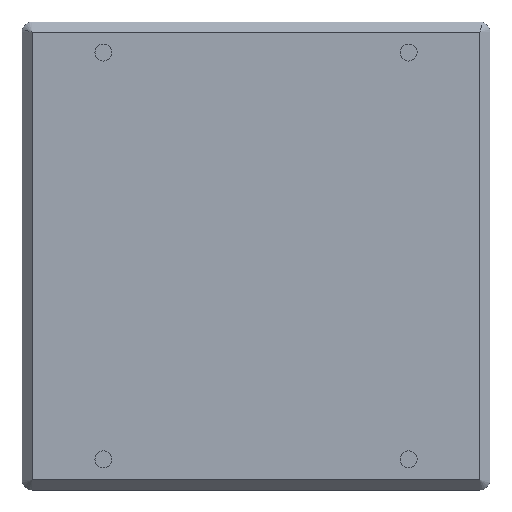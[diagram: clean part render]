
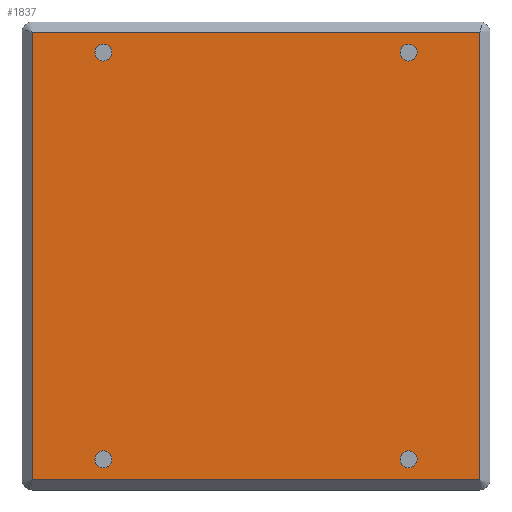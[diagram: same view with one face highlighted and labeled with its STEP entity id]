
A CAD part, top view. The second image highlights one B-rep face of the part: STEP entity #1837.
In plain terms, the highlighted planar face has unit normal (0, 0, 1).
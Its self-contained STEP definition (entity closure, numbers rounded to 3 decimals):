
#335=DIRECTION('',(0.,1.,0.));
#336=VECTOR('',#335,220.);
#337=CARTESIAN_POINT('',(110.,-110.,22.));
#338=LINE('',#337,#336);
#339=DIRECTION('',(1.,0.,0.));
#340=VECTOR('',#339,220.);
#341=CARTESIAN_POINT('',(-110.,-110.,22.));
#342=LINE('',#341,#340);
#343=DIRECTION('',(0.,-1.,0.));
#344=VECTOR('',#343,220.);
#345=CARTESIAN_POINT('',(-110.,110.,22.));
#346=LINE('',#345,#344);
#347=DIRECTION('',(-1.,0.,0.));
#348=VECTOR('',#347,220.);
#349=CARTESIAN_POINT('',(110.,110.,22.));
#350=LINE('',#349,#348);
#351=CARTESIAN_POINT('',(75.,100.,22.));
#352=DIRECTION('',(0.,0.,-1.));
#353=DIRECTION('',(0.878,0.479,0.));
#354=AXIS2_PLACEMENT_3D('',#351,#352,#353);
#356=CARTESIAN_POINT('',(75.,100.,22.));
#357=DIRECTION('',(0.,0.,-1.));
#358=DIRECTION('',(-1.,0.,0.));
#359=AXIS2_PLACEMENT_3D('',#356,#357,#358);
#361=CARTESIAN_POINT('',(75.,100.,22.));
#362=DIRECTION('',(0.,0.,-1.));
#363=DIRECTION('',(-0.878,-0.479,0.));
#364=AXIS2_PLACEMENT_3D('',#361,#362,#363);
#366=CARTESIAN_POINT('',(-75.,100.,22.));
#367=DIRECTION('',(0.,0.,-1.));
#368=DIRECTION('',(0.878,0.479,0.));
#369=AXIS2_PLACEMENT_3D('',#366,#367,#368);
#371=CARTESIAN_POINT('',(-75.,100.,22.));
#372=DIRECTION('',(0.,0.,-1.));
#373=DIRECTION('',(-1.,0.,0.));
#374=AXIS2_PLACEMENT_3D('',#371,#372,#373);
#376=CARTESIAN_POINT('',(-75.,100.,22.));
#377=DIRECTION('',(0.,0.,-1.));
#378=DIRECTION('',(-0.878,-0.479,0.));
#379=AXIS2_PLACEMENT_3D('',#376,#377,#378);
#381=CARTESIAN_POINT('',(-75.,-100.,22.));
#382=DIRECTION('',(0.,0.,-1.));
#383=DIRECTION('',(0.878,0.479,0.));
#384=AXIS2_PLACEMENT_3D('',#381,#382,#383);
#386=CARTESIAN_POINT('',(-75.,-100.,22.));
#387=DIRECTION('',(0.,0.,-1.));
#388=DIRECTION('',(-1.,0.,0.));
#389=AXIS2_PLACEMENT_3D('',#386,#387,#388);
#391=CARTESIAN_POINT('',(-75.,-100.,22.));
#392=DIRECTION('',(0.,0.,-1.));
#393=DIRECTION('',(-0.878,-0.479,0.));
#394=AXIS2_PLACEMENT_3D('',#391,#392,#393);
#396=CARTESIAN_POINT('',(75.,-100.,22.));
#397=DIRECTION('',(0.,0.,-1.));
#398=DIRECTION('',(0.878,0.479,0.));
#399=AXIS2_PLACEMENT_3D('',#396,#397,#398);
#401=CARTESIAN_POINT('',(75.,-100.,22.));
#402=DIRECTION('',(0.,0.,-1.));
#403=DIRECTION('',(-1.,0.,0.));
#404=AXIS2_PLACEMENT_3D('',#401,#402,#403);
#406=CARTESIAN_POINT('',(75.,-100.,22.));
#407=DIRECTION('',(0.,0.,-1.));
#408=DIRECTION('',(-0.878,-0.479,0.));
#409=AXIS2_PLACEMENT_3D('',#406,#407,#408);
#1100=CARTESIAN_POINT('',(71.325,97.992,22.));
#1102=VERTEX_POINT('',#1100);
#1103=CARTESIAN_POINT('',(78.675,102.008,22.));
#1104=VERTEX_POINT('',#1103);
#1107=CARTESIAN_POINT('',(70.812,100.,22.));
#1108=VERTEX_POINT('',#1107);
#1112=CARTESIAN_POINT('',(110.,-110.,22.));
#1114=VERTEX_POINT('',#1112);
#1214=CARTESIAN_POINT('',(110.,110.,22.));
#1215=VERTEX_POINT('',#1214);
#1216=CARTESIAN_POINT('',(-110.,110.,22.));
#1217=VERTEX_POINT('',#1216);
#1220=CARTESIAN_POINT('',(-110.,-110.,22.));
#1221=VERTEX_POINT('',#1220);
#1232=CARTESIAN_POINT('',(-71.325,102.008,22.));
#1233=CARTESIAN_POINT('',(-78.675,97.992,22.));
#1234=VERTEX_POINT('',#1232);
#1235=VERTEX_POINT('',#1233);
#1236=CARTESIAN_POINT('',(-79.188,100.,22.));
#1237=VERTEX_POINT('',#1236);
#1238=CARTESIAN_POINT('',(-71.325,-97.992,22.));
#1239=CARTESIAN_POINT('',(-78.675,-102.008,22.));
#1240=VERTEX_POINT('',#1238);
#1241=VERTEX_POINT('',#1239);
#1242=CARTESIAN_POINT('',(-79.188,-100.,22.));
#1243=VERTEX_POINT('',#1242);
#1244=CARTESIAN_POINT('',(78.675,-97.992,22.));
#1245=CARTESIAN_POINT('',(71.325,-102.008,22.));
#1246=VERTEX_POINT('',#1244);
#1247=VERTEX_POINT('',#1245);
#1248=CARTESIAN_POINT('',(70.812,-100.,22.));
#1249=VERTEX_POINT('',#1248);
#1797=CARTESIAN_POINT('',(0.,0.,22.));
#1798=DIRECTION('',(0.,0.,-1.));
#1799=DIRECTION('',(-1.,0.,0.));
#1800=AXIS2_PLACEMENT_3D('',#1797,#1798,#1799);
#1801=PLANE('',#1800);
#1802=ORIENTED_EDGE('',*,*,#1660,.F.);
#1803=ORIENTED_EDGE('',*,*,#1634,.F.);
#1804=ORIENTED_EDGE('',*,*,#1716,.F.);
#1805=ORIENTED_EDGE('',*,*,#1688,.F.);
#1806=EDGE_LOOP('',(#1802,#1803,#1804,#1805));
#1807=FACE_OUTER_BOUND('',#1806,.F.);
#1808=ORIENTED_EDGE('',*,*,#1381,.F.);
#1809=ORIENTED_EDGE('',*,*,#1399,.F.);
#1810=ORIENTED_EDGE('',*,*,#1397,.F.);
#1811=EDGE_LOOP('',(#1808,#1809,#1810));
#1812=FACE_BOUND('',#1811,.F.);
#1814=ORIENTED_EDGE('',*,*,#1813,.F.);
#1816=ORIENTED_EDGE('',*,*,#1815,.F.);
#1818=ORIENTED_EDGE('',*,*,#1817,.F.);
#1819=EDGE_LOOP('',(#1814,#1816,#1818));
#1820=FACE_BOUND('',#1819,.F.);
#1822=ORIENTED_EDGE('',*,*,#1821,.F.);
#1824=ORIENTED_EDGE('',*,*,#1823,.F.);
#1826=ORIENTED_EDGE('',*,*,#1825,.F.);
#1827=EDGE_LOOP('',(#1822,#1824,#1826));
#1828=FACE_BOUND('',#1827,.F.);
#1830=ORIENTED_EDGE('',*,*,#1829,.F.);
#1832=ORIENTED_EDGE('',*,*,#1831,.F.);
#1834=ORIENTED_EDGE('',*,*,#1833,.F.);
#1835=EDGE_LOOP('',(#1830,#1832,#1834));
#1836=FACE_BOUND('',#1835,.F.);
#1837=ADVANCED_FACE('',(#1807,#1812,#1820,#1828,#1836),#1801,.F.);
#355=CIRCLE('',#354,4.188);
#360=CIRCLE('',#359,4.188);
#365=CIRCLE('',#364,4.188);
#370=CIRCLE('',#369,4.188);
#375=CIRCLE('',#374,4.188);
#380=CIRCLE('',#379,4.188);
#385=CIRCLE('',#384,4.188);
#390=CIRCLE('',#389,4.188);
#395=CIRCLE('',#394,4.188);
#400=CIRCLE('',#399,4.188);
#405=CIRCLE('',#404,4.188);
#410=CIRCLE('',#409,4.188);
#1381=EDGE_CURVE('',#1104,#1102,#355,.T.);
#1397=EDGE_CURVE('',#1102,#1108,#365,.T.);
#1399=EDGE_CURVE('',#1108,#1104,#360,.T.);
#1634=EDGE_CURVE('',#1221,#1114,#342,.T.);
#1660=EDGE_CURVE('',#1114,#1215,#338,.T.);
#1688=EDGE_CURVE('',#1215,#1217,#350,.T.);
#1716=EDGE_CURVE('',#1217,#1221,#346,.T.);
#1813=EDGE_CURVE('',#1234,#1235,#370,.T.);
#1815=EDGE_CURVE('',#1237,#1234,#375,.T.);
#1817=EDGE_CURVE('',#1235,#1237,#380,.T.);
#1821=EDGE_CURVE('',#1240,#1241,#385,.T.);
#1823=EDGE_CURVE('',#1243,#1240,#390,.T.);
#1825=EDGE_CURVE('',#1241,#1243,#395,.T.);
#1829=EDGE_CURVE('',#1246,#1247,#400,.T.);
#1831=EDGE_CURVE('',#1249,#1246,#405,.T.);
#1833=EDGE_CURVE('',#1247,#1249,#410,.T.);
